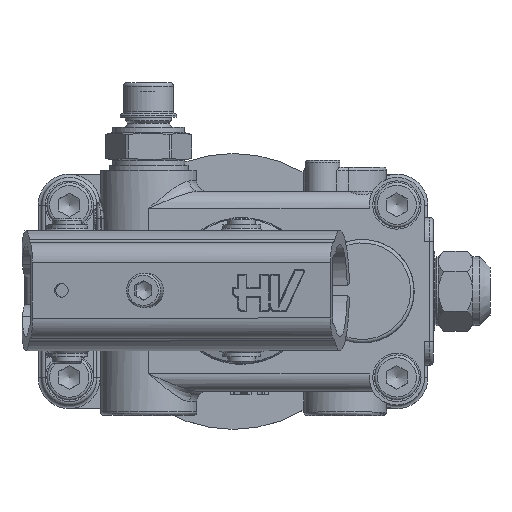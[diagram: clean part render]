
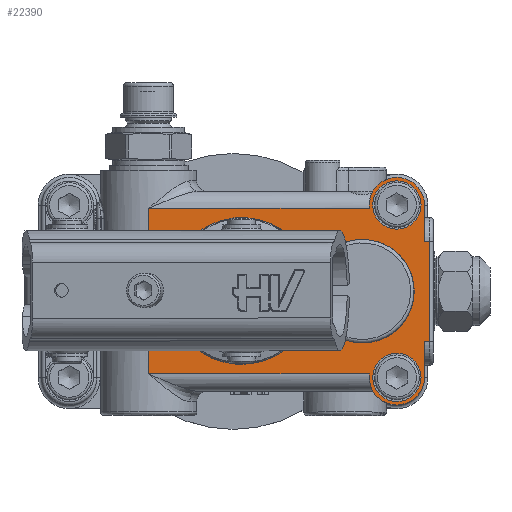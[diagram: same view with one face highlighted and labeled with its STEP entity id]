
A CAD part, top view. The second image highlights one B-rep face of the part: STEP entity #22390.
In plain terms, the highlighted planar face has unit normal (0, 0, 1).
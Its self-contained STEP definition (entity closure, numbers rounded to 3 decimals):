
#20812=CARTESIAN_POINT('',(96.,58.,43.));
#20813=VERTEX_POINT('',#20812);
#20821=CARTESIAN_POINT('',(96.,59.,43.));
#20822=VERTEX_POINT('',#20821);
#20823=CARTESIAN_POINT('',(96.,58.,43.));
#20824=DIRECTION('',(0.0,1.0,0.0));
#20825=VECTOR('',#20824,1.);
#20826=LINE('',#20823,#20825);
#20827=EDGE_CURVE('',#20813,#20822,#20826,.T.);
#20843=CARTESIAN_POINT('',(96.0,10.0,43.));
#20844=VERTEX_POINT('',#20843);
#20854=CARTESIAN_POINT('',(96.0,9.,43.));
#20855=VERTEX_POINT('',#20854);
#20862=CARTESIAN_POINT('',(96.,9.,43.));
#20863=DIRECTION('',(0.0,1.0,0.0));
#20864=VECTOR('',#20863,1.);
#20865=LINE('',#20862,#20864);
#20866=EDGE_CURVE('',#20855,#20844,#20865,.T.);
#20876=CARTESIAN_POINT('',(46.28,21.264,43.));
#20877=VERTEX_POINT('',#20876);
#20878=CARTESIAN_POINT('',(59.,34.0,43.));
#20879=DIRECTION('',(0.0,0.0,1.0));
#20880=DIRECTION('',(0.707,0.708,0.0));
#20881=AXIS2_PLACEMENT_3D('',#20878,#20879,#20880);
#20882=CIRCLE('',#20881,18.);
#20883=EDGE_CURVE('',#20877,#20877,#20882,.T.);
#21045=CARTESIAN_POINT('',(32.,44.122,43.));
#21046=VERTEX_POINT('',#21045);
#21095=CARTESIAN_POINT('',(33.732,41.0,43.));
#21096=VERTEX_POINT('',#21095);
#21104=CARTESIAN_POINT('',(33.732,41.0,43.));
#21105=CARTESIAN_POINT('',(33.732,41.528,43.));
#21106=CARTESIAN_POINT('',(33.438,42.767,43.));
#21107=CARTESIAN_POINT('',(32.582,43.719,43.));
#21108=CARTESIAN_POINT('',(32.,44.122,43.));
#21109=B_SPLINE_CURVE_WITH_KNOTS('',3,(#21104,#21105,#21106,#21107,#21108),.UNSPECIFIED.,.F.,.U.,(4,1,4),(2.696,2.855,3.066),.UNSPECIFIED.);
#21110=EDGE_CURVE('',#21096,#21046,#21109,.T.);
#21122=CARTESIAN_POINT('',(33.732,27.,43.));
#21123=VERTEX_POINT('',#21122);
#21131=CARTESIAN_POINT('',(33.732,27.,43.));
#21132=DIRECTION('',(0.0,1.0,0.0));
#21133=VECTOR('',#21132,14.);
#21134=LINE('',#21131,#21133);
#21135=EDGE_CURVE('',#21123,#21096,#21134,.T.);
#21168=CARTESIAN_POINT('',(32.,23.878,43.));
#21169=VERTEX_POINT('',#21168);
#21177=CARTESIAN_POINT('',(32.,23.878,43.));
#21178=CARTESIAN_POINT('',(32.433,24.178,43.));
#21179=CARTESIAN_POINT('',(33.336,25.067,43.));
#21180=CARTESIAN_POINT('',(33.732,26.29,43.0));
#21181=CARTESIAN_POINT('',(33.732,27.,43.));
#21182=B_SPLINE_CURVE_WITH_KNOTS('',3,(#21177,#21178,#21179,#21180,#21181),.UNSPECIFIED.,.F.,.U.,(4,1,4),(2.696,2.854,3.065),.UNSPECIFIED.);
#21183=EDGE_CURVE('',#21169,#21123,#21182,.T.);
#21912=CARTESIAN_POINT('',(112.0,59.,43.));
#21913=VERTEX_POINT('',#21912);
#21920=CARTESIAN_POINT('',(112.,48.5,43.));
#21921=VERTEX_POINT('',#21920);
#21922=CARTESIAN_POINT('',(112.0,59.,43.));
#21923=DIRECTION('',(0.0,-1.0,0.0));
#21924=VECTOR('',#21923,10.5);
#21925=LINE('',#21922,#21924);
#21926=EDGE_CURVE('',#21913,#21921,#21925,.T.);
#22041=CARTESIAN_POINT('',(112.0,19.5,43.));
#22042=VERTEX_POINT('',#22041);
#22050=CARTESIAN_POINT('',(112.,9.,43.));
#22051=VERTEX_POINT('',#22050);
#22052=CARTESIAN_POINT('',(112.,19.5,43.));
#22053=DIRECTION('',(0.0,-1.0,0.0));
#22054=VECTOR('',#22053,10.5);
#22055=LINE('',#22052,#22054);
#22056=EDGE_CURVE('',#22042,#22051,#22055,.T.);
#22255=CARTESIAN_POINT('',(113.5,48.5,43.));
#22256=VERTEX_POINT('',#22255);
#22266=CARTESIAN_POINT('',(112.,48.5,43.));
#22267=DIRECTION('',(1.0,0.0,0.0));
#22268=VECTOR('',#22267,1.5);
#22269=LINE('',#22266,#22268);
#22270=EDGE_CURVE('',#21921,#22256,#22269,.T.);
#22275=CARTESIAN_POINT('',(104.,34.,43.));
#22276=DIRECTION('',(0.0,0.0,1.0));
#22277=DIRECTION('',(1.0,0.0,0.0));
#22278=AXIS2_PLACEMENT_3D('',#22275,#22276,#22277);
#22279=PLANE('',#22278);
#22280=CARTESIAN_POINT('',(113.5,19.5,43.));
#22281=VERTEX_POINT('',#22280);
#22282=CARTESIAN_POINT('',(113.5,48.5,43.));
#22283=DIRECTION('',(0.0,-1.0,0.0));
#22284=VECTOR('',#22283,29.);
#22285=LINE('',#22282,#22284);
#22286=EDGE_CURVE('',#22256,#22281,#22285,.T.);
#22287=ORIENTED_EDGE('',*,*,#22286,.F.);
#22288=ORIENTED_EDGE('',*,*,#22270,.F.);
#22289=ORIENTED_EDGE('',*,*,#21926,.F.);
#22290=CARTESIAN_POINT('',(104.,59.,43.));
#22291=DIRECTION('',(0.0,0.0,-1.0));
#22292=DIRECTION('',(1.0,0.0,0.0));
#22293=AXIS2_PLACEMENT_3D('',#22290,#22291,#22292);
#22294=CIRCLE('',#22293,8.0);
#22295=EDGE_CURVE('',#20822,#21913,#22294,.T.);
#22296=ORIENTED_EDGE('',*,*,#22295,.F.);
#22297=ORIENTED_EDGE('',*,*,#20827,.F.);
#22298=CARTESIAN_POINT('',(32.,58.,43.));
#22299=VERTEX_POINT('',#22298);
#22300=CARTESIAN_POINT('',(96.,58.,43.));
#22301=DIRECTION('',(-1.0,0.0,0.0));
#22302=VECTOR('',#22301,64.);
#22303=LINE('',#22300,#22302);
#22304=EDGE_CURVE('',#20813,#22299,#22303,.T.);
#22305=ORIENTED_EDGE('',*,*,#22304,.T.);
#22306=CARTESIAN_POINT('',(32.0,44.122,43.0));
#22307=DIRECTION('',(0.0,1.0,0.0));
#22308=VECTOR('',#22307,13.878);
#22309=LINE('',#22306,#22308);
#22310=EDGE_CURVE('',#21046,#22299,#22309,.T.);
#22311=ORIENTED_EDGE('',*,*,#22310,.F.);
#22312=ORIENTED_EDGE('',*,*,#21110,.F.);
#22313=ORIENTED_EDGE('',*,*,#21135,.F.);
#22314=ORIENTED_EDGE('',*,*,#21183,.F.);
#22315=CARTESIAN_POINT('',(32.,10.0,43.));
#22316=VERTEX_POINT('',#22315);
#22317=CARTESIAN_POINT('',(32.0,10.,43.0));
#22318=DIRECTION('',(0.0,1.0,0.0));
#22319=VECTOR('',#22318,13.878);
#22320=LINE('',#22317,#22319);
#22321=EDGE_CURVE('',#22316,#21169,#22320,.T.);
#22322=ORIENTED_EDGE('',*,*,#22321,.F.);
#22323=CARTESIAN_POINT('',(96.0,10.0,43.));
#22324=DIRECTION('',(-1.0,0.0,0.0));
#22325=VECTOR('',#22324,64.);
#22326=LINE('',#22323,#22325);
#22327=EDGE_CURVE('',#20844,#22316,#22326,.T.);
#22328=ORIENTED_EDGE('',*,*,#22327,.F.);
#22329=ORIENTED_EDGE('',*,*,#20866,.F.);
#22330=CARTESIAN_POINT('',(104.0,9.,43.));
#22331=DIRECTION('',(0.0,0.0,-1.0));
#22332=DIRECTION('',(-1.0,0.0,0.0));
#22333=AXIS2_PLACEMENT_3D('',#22330,#22331,#22332);
#22334=CIRCLE('',#22333,8.0);
#22335=EDGE_CURVE('',#22051,#20855,#22334,.T.);
#22336=ORIENTED_EDGE('',*,*,#22335,.F.);
#22337=ORIENTED_EDGE('',*,*,#22056,.F.);
#22338=CARTESIAN_POINT('',(112.0,19.5,43.));
#22339=DIRECTION('',(1.0,0.0,0.0));
#22340=VECTOR('',#22339,1.5);
#22341=LINE('',#22338,#22340);
#22342=EDGE_CURVE('',#22042,#22281,#22341,.T.);
#22343=ORIENTED_EDGE('',*,*,#22342,.T.);
#22344=EDGE_LOOP('',(#22287,#22288,#22289,#22296,#22297,#22305,#22311,#22312,#22313,#22314,#22322,#22328,#22329,#22336,#22337,#22343));
#22345=FACE_OUTER_BOUND('',#22344,.T.);
#22346=CARTESIAN_POINT('',(111.0,9.,43.));
#22347=VERTEX_POINT('',#22346);
#22348=CARTESIAN_POINT('',(104.0,9.,43.));
#22349=DIRECTION('',(0.0,0.0,-1.0));
#22350=DIRECTION('',(1.0,0.0,0.0));
#22351=AXIS2_PLACEMENT_3D('',#22348,#22349,#22350);
#22352=CIRCLE('',#22351,7.);
#22353=EDGE_CURVE('',#22347,#22347,#22352,.T.);
#22354=ORIENTED_EDGE('',*,*,#22353,.T.);
#22355=EDGE_LOOP('',(#22354));
#22356=FACE_BOUND('',#22355,.T.);
#22357=CARTESIAN_POINT('',(111.,59.,43.));
#22358=VERTEX_POINT('',#22357);
#22359=CARTESIAN_POINT('',(104.,59.,43.));
#22360=DIRECTION('',(0.0,0.0,-1.0));
#22361=DIRECTION('',(1.0,0.0,0.0));
#22362=AXIS2_PLACEMENT_3D('',#22359,#22360,#22361);
#22363=CIRCLE('',#22362,7.);
#22364=EDGE_CURVE('',#22358,#22358,#22363,.T.);
#22365=ORIENTED_EDGE('',*,*,#22364,.T.);
#22366=EDGE_LOOP('',(#22365));
#22367=FACE_BOUND('',#22366,.T.);
#22368=CARTESIAN_POINT('',(83.0,44.198,43.));
#22369=VERTEX_POINT('',#22368);
#22370=CARTESIAN_POINT('',(83.0,23.802,43.));
#22371=VERTEX_POINT('',#22370);
#22372=CARTESIAN_POINT('',(94.,34.0,43.));
#22373=DIRECTION('',(0.0,0.0,-1.0));
#22374=DIRECTION('',(-1.0,0.0,0.0));
#22375=AXIS2_PLACEMENT_3D('',#22372,#22373,#22374);
#22376=CIRCLE('',#22375,15.0);
#22377=EDGE_CURVE('',#22369,#22371,#22376,.T.);
#22378=ORIENTED_EDGE('',*,*,#22377,.T.);
#22379=CARTESIAN_POINT('',(83.0,23.802,43.));
#22380=DIRECTION('',(0.0,1.0,0.0));
#22381=VECTOR('',#22380,20.396);
#22382=LINE('',#22379,#22381);
#22383=EDGE_CURVE('',#22371,#22369,#22382,.T.);
#22384=ORIENTED_EDGE('',*,*,#22383,.T.);
#22385=EDGE_LOOP('',(#22378,#22384));
#22386=FACE_BOUND('',#22385,.T.);
#22387=ORIENTED_EDGE('',*,*,#20883,.F.);
#22388=EDGE_LOOP('',(#22387));
#22389=FACE_BOUND('',#22388,.T.);
#22390=ADVANCED_FACE('',(#22345,#22356,#22367,#22386,#22389),#22279,.T.);
